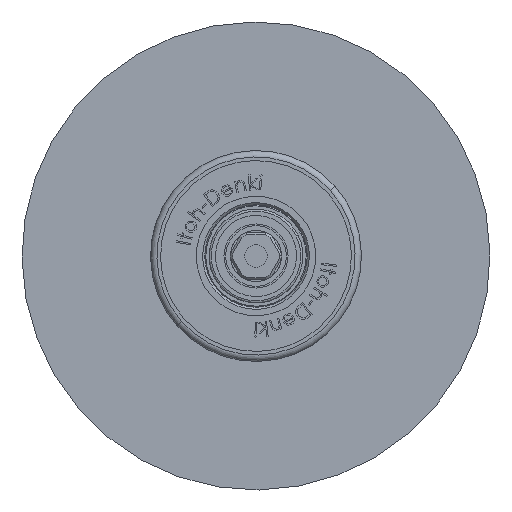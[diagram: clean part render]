
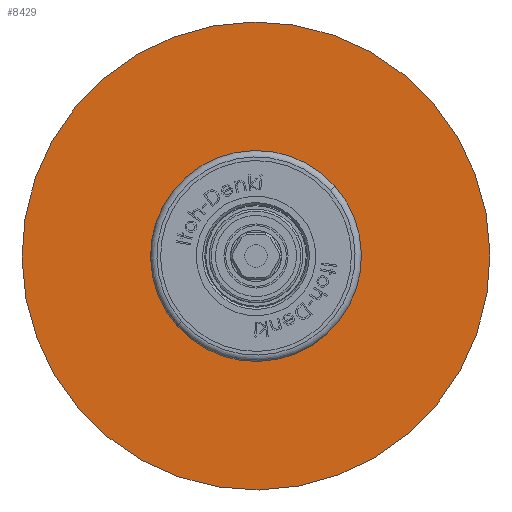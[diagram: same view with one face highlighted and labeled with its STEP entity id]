
A CAD part, left-side view. The second image highlights one B-rep face of the part: STEP entity #8429.
In plain terms, the highlighted planar face has unit normal (-1, 0, 0).
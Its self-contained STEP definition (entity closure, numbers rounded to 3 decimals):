
#234 = AXIS2_PLACEMENT_3D ( 'NONE', #13063, #14169, #5675 ) ;
#519 = DIRECTION ( 'NONE',  ( -1., 0., 0. ) ) ;
#969 = EDGE_CURVE ( 'R�duction de d�tails2_145+R�duction de d�tails2_56+R�duction de d�tails2_56+R�duction de d�tails2_56', #5689, #9338, #6828, .T. ) ;
#987 = DIRECTION ( 'NONE',  ( 1., 0., 0. ) ) ;
#1502 = CIRCLE ( 'NONE', #10061, 54.8 ) ;
#2136 = FACE_BOUND ( 'NONE', #13921, .T. ) ;
#3183 = ORIENTED_EDGE ( 'NONE', *, *, #5200, .F. ) ;
#4687 = DIRECTION ( 'NONE',  ( 0., -0.511, -0.859 ) ) ;
#5200 = EDGE_CURVE ( 'R�duction de d�tails2_57+R�duction de d�tails2_56+R�duction de d�tails2_56+R�duction de d�tails2_56', #8413, #9297, #7808, .T. ) ;
#5675 = DIRECTION ( 'NONE',  ( 0., -0.511, -0.859 ) ) ;
#5689 = VERTEX_POINT ( 'NONE', #7167 ) ;
#5714 = DIRECTION ( 'NONE',  ( -1., 0., 0. ) ) ;
#5722 = EDGE_LOOP ( 'NONE', ( #7640, #3183 ) ) ;
#5790 = CARTESIAN_POINT ( 'NONE',  ( 22., 0., 0. ) ) ;
#6828 = CIRCLE ( 'NONE', #15367, 24.7 ) ;
#6955 = DIRECTION ( 'NONE',  ( 1., 0., 0. ) ) ;
#7045 = CARTESIAN_POINT ( 'NONE',  ( 22., 0., 0. ) ) ;
#7067 = AXIS2_PLACEMENT_3D ( 'NONE', #12492, #519, #12422 ) ;
#7167 = CARTESIAN_POINT ( 'NONE',  ( 22., 18.514, -16.35 ) ) ;
#7640 = ORIENTED_EDGE ( 'NONE', *, *, #14434, .F. ) ;
#7808 = CIRCLE ( 'NONE', #9073, 54.8 ) ;
#8032 = CARTESIAN_POINT ( 'NONE',  ( 22., -28.014, -47.099 ) ) ;
#8121 = CARTESIAN_POINT ( 'NONE',  ( 22., 28.014, 47.099 ) ) ;
#8413 = VERTEX_POINT ( 'NONE', #8032 ) ;
#8429 = ADVANCED_FACE ( 'R�duction de d�tails2_56', ( #10564, #2136 ), #12992, .F. ) ;
#9073 = AXIS2_PLACEMENT_3D ( 'NONE', #15005, #6955, #9411 ) ;
#9297 = VERTEX_POINT ( 'NONE', #8121 ) ;
#9338 = VERTEX_POINT ( 'NONE', #9759 ) ;
#9411 = DIRECTION ( 'NONE',  ( 0., -0.511, -0.859 ) ) ;
#9759 = CARTESIAN_POINT ( 'NONE',  ( 22., -18.514, 16.35 ) ) ;
#9842 = CIRCLE ( 'NONE', #7067, 24.7 ) ;
#10061 = AXIS2_PLACEMENT_3D ( 'NONE', #7045, #987, #4687 ) ;
#10564 = FACE_OUTER_BOUND ( 'NONE', #5722, .T. ) ;
#10613 = DIRECTION ( 'NONE',  ( 0., 0., -1. ) ) ;
#10696 = ORIENTED_EDGE ( 'NONE', *, *, #969, .F. ) ;
#12422 = DIRECTION ( 'NONE',  ( 0., 0., -1. ) ) ;
#12492 = CARTESIAN_POINT ( 'NONE',  ( 22., 0., 0. ) ) ;
#12992 = PLANE ( 'NONE',  #234 ) ;
#13063 = CARTESIAN_POINT ( 'NONE',  ( 22., 47.099, -28.014 ) ) ;
#13921 = EDGE_LOOP ( 'NONE', ( #10696, #14899 ) ) ;
#14169 = DIRECTION ( 'NONE',  ( 1., 0., 0. ) ) ;
#14297 = EDGE_CURVE ( 'R�duction de d�tails2_145+R�duction de d�tails2_56+R�duction de d�tails2_56+R�duction de d�tails2_56', #9338, #5689, #9842, .T. ) ;
#14434 = EDGE_CURVE ( 'R�duction de d�tails2_57+R�duction de d�tails2_56+R�duction de d�tails2_56+R�duction de d�tails2_56', #9297, #8413, #1502, .T. ) ;
#14899 = ORIENTED_EDGE ( 'NONE', *, *, #14297, .F. ) ;
#15005 = CARTESIAN_POINT ( 'NONE',  ( 22., 0., 0. ) ) ;
#15367 = AXIS2_PLACEMENT_3D ( 'NONE', #5790, #5714, #10613 ) ;
